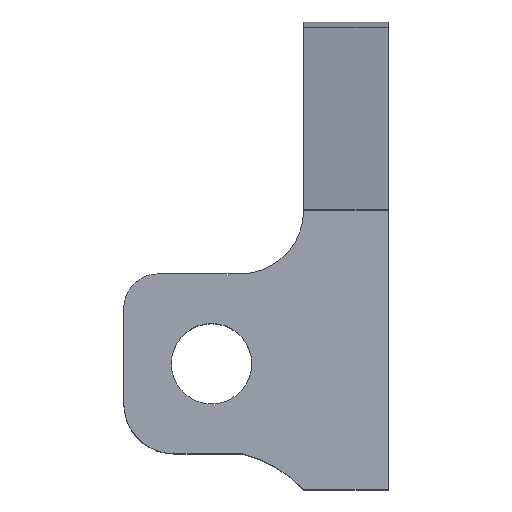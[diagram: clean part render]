
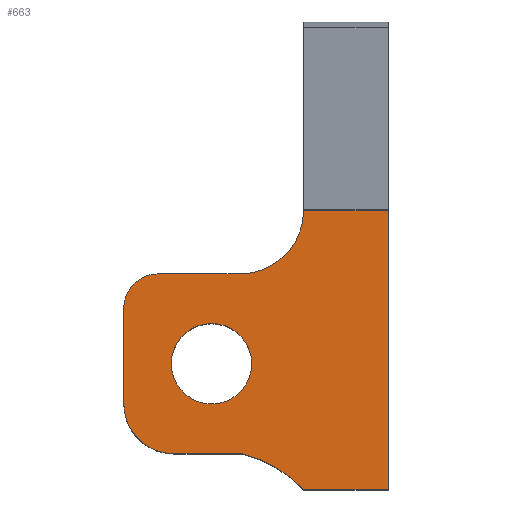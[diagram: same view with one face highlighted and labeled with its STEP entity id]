
A CAD part, top view. The second image highlights one B-rep face of the part: STEP entity #663.
In plain terms, the highlighted planar face has unit normal (0, 0, 1).
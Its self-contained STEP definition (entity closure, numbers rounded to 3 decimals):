
#21=FACE_BOUND('',#100,.T.);
#35=PLANE('',#722);
#60=FACE_OUTER_BOUND('',#99,.T.);
#99=EDGE_LOOP('',(#511,#512,#513,#514,#515,#516,#517,#518,#519,#520));
#100=EDGE_LOOP('',(#521));
#134=LINE('',#983,#203);
#150=LINE('',#1022,#219);
#163=LINE('',#1053,#232);
#164=LINE('',#1057,#233);
#165=LINE('',#1061,#234);
#166=LINE('',#1064,#235);
#203=VECTOR('',#782,10.);
#219=VECTOR('',#814,10.);
#232=VECTOR('',#845,10.);
#233=VECTOR('',#848,10.);
#234=VECTOR('',#851,10.);
#235=VECTOR('',#854,10.);
#273=CIRCLE('',#723,3.);
#274=CIRCLE('',#724,1.632);
#275=CIRCLE('',#725,2.368);
#276=CIRCLE('',#726,6.005);
#277=CIRCLE('',#727,1.9);
#299=VERTEX_POINT('',#980);
#300=VERTEX_POINT('',#982);
#315=VERTEX_POINT('',#1020);
#323=VERTEX_POINT('',#1050);
#324=VERTEX_POINT('',#1052);
#325=VERTEX_POINT('',#1054);
#326=VERTEX_POINT('',#1056);
#327=VERTEX_POINT('',#1058);
#328=VERTEX_POINT('',#1060);
#329=VERTEX_POINT('',#1062);
#330=VERTEX_POINT('',#1065);
#362=EDGE_CURVE('',#299,#300,#134,.T.);
#382=EDGE_CURVE('',#299,#315,#150,.T.);
#396=EDGE_CURVE('',#323,#315,#273,.T.);
#397=EDGE_CURVE('',#323,#324,#163,.T.);
#398=EDGE_CURVE('',#324,#325,#274,.T.);
#399=EDGE_CURVE('',#325,#326,#164,.T.);
#400=EDGE_CURVE('',#326,#327,#275,.T.);
#401=EDGE_CURVE('',#327,#328,#165,.T.);
#402=EDGE_CURVE('',#328,#329,#276,.T.);
#403=EDGE_CURVE('',#329,#300,#166,.T.);
#404=EDGE_CURVE('',#330,#330,#277,.T.);
#511=ORIENTED_EDGE('',*,*,#382,.T.);
#512=ORIENTED_EDGE('',*,*,#396,.F.);
#513=ORIENTED_EDGE('',*,*,#397,.T.);
#514=ORIENTED_EDGE('',*,*,#398,.T.);
#515=ORIENTED_EDGE('',*,*,#399,.T.);
#516=ORIENTED_EDGE('',*,*,#400,.T.);
#517=ORIENTED_EDGE('',*,*,#401,.T.);
#518=ORIENTED_EDGE('',*,*,#402,.T.);
#519=ORIENTED_EDGE('',*,*,#403,.T.);
#520=ORIENTED_EDGE('',*,*,#362,.F.);
#521=ORIENTED_EDGE('',*,*,#404,.T.);
#663=ADVANCED_FACE('',(#60,#21),#35,.T.);
#722=AXIS2_PLACEMENT_3D('',#1049,#841,#842);
#723=AXIS2_PLACEMENT_3D('',#1051,#843,#844);
#724=AXIS2_PLACEMENT_3D('',#1055,#846,#847);
#725=AXIS2_PLACEMENT_3D('',#1059,#849,#850);
#726=AXIS2_PLACEMENT_3D('',#1063,#852,#853);
#727=AXIS2_PLACEMENT_3D('',#1066,#855,#856);
#782=DIRECTION('',(0.,-1.,0.));
#814=DIRECTION('',(-1.,0.,0.));
#841=DIRECTION('center_axis',(0.,0.,1.));
#842=DIRECTION('ref_axis',(0.,-1.,0.));
#843=DIRECTION('center_axis',(0.,0.,1.));
#844=DIRECTION('ref_axis',(0.,-1.,0.));
#845=DIRECTION('',(-1.,0.,0.));
#846=DIRECTION('center_axis',(0.,0.,1.));
#847=DIRECTION('ref_axis',(0.,1.,0.));
#848=DIRECTION('',(0.,-1.,0.));
#849=DIRECTION('center_axis',(0.,0.,1.));
#850=DIRECTION('ref_axis',(-1.,0.,0.));
#851=DIRECTION('',(1.,0.,0.));
#852=DIRECTION('center_axis',(0.,0.,
-1.));
#853=DIRECTION('ref_axis',(0.248,0.969,0.));
#854=DIRECTION('',(1.,0.,0.));
#855=DIRECTION('center_axis',(0.,0.,-1.));
#856=DIRECTION('ref_axis',(-1.,0.,0.));
#980=CARTESIAN_POINT('',(-31.,24.,70.614));
#982=CARTESIAN_POINT('',(-31.,10.8,70.614));
#983=CARTESIAN_POINT('',(-31.,21.,70.614));
#1020=CARTESIAN_POINT('',(-35.,24.,70.614));
#1022=CARTESIAN_POINT('',(-35.,24.,70.614));
#1049=CARTESIAN_POINT('Origin',(-35.,30.,70.614));
#1050=CARTESIAN_POINT('',(-38.,21.,70.614));
#1051=CARTESIAN_POINT('Origin',(-38.,24.,70.614));
#1052=CARTESIAN_POINT('',(-41.868,21.,70.614));
#1053=CARTESIAN_POINT('',(-38.068,21.,70.614));
#1054=CARTESIAN_POINT('',(-43.5,19.368,70.614));
#1055=CARTESIAN_POINT('Origin',(-41.868,19.368,70.614));
#1056=CARTESIAN_POINT('',(-43.5,14.868,70.614));
#1057=CARTESIAN_POINT('',(-43.5,19.368,70.614));
#1058=CARTESIAN_POINT('',(-41.132,12.5,70.614));
#1059=CARTESIAN_POINT('Origin',(-41.132,14.868,70.614));
#1060=CARTESIAN_POINT('',(-37.883,12.5,70.614));
#1061=CARTESIAN_POINT('',(-41.132,12.5,70.614));
#1062=CARTESIAN_POINT('',(-35.,10.8,70.614));
#1063=CARTESIAN_POINT('Origin',(-39.371,6.682,70.614));
#1064=CARTESIAN_POINT('',(-35.,10.8,70.614));
#1065=CARTESIAN_POINT('',(-37.45,16.75,70.614));
#1066=CARTESIAN_POINT('Origin',(-39.35,16.75,70.614));
